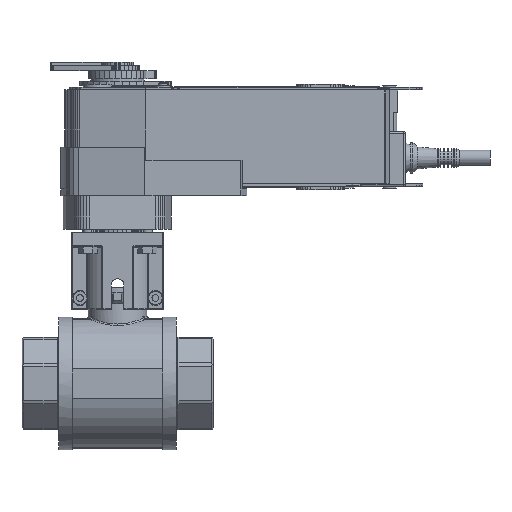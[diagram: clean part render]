
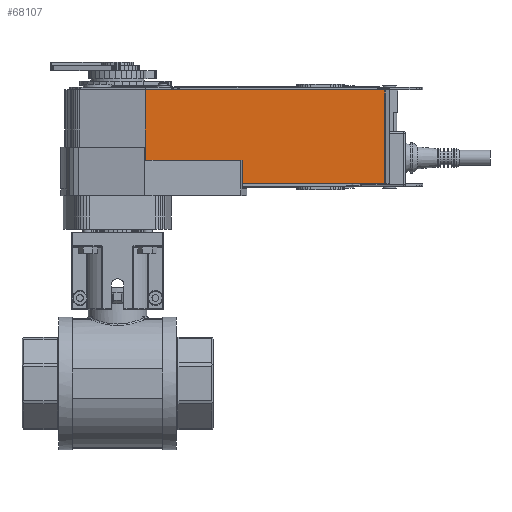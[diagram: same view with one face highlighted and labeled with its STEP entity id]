
A CAD part, left-side view. The second image highlights one B-rep face of the part: STEP entity #68107.
In plain terms, the highlighted face is planar.
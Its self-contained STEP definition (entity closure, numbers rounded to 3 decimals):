
#2399=PLANE('',#71189);
#3576=LINE('',#88051,#10136);
#5251=LINE('',#91492,#11811);
#5256=LINE('',#91501,#11816);
#5257=LINE('',#91503,#11817);
#5358=LINE('',#91705,#11918);
#8292=LINE('',#97686,#14852);
#8525=LINE('',#98154,#15085);
#10136=VECTOR('',#73962,1000.);
#11811=VECTOR('',#76841,1000.);
#11816=VECTOR('',#76850,1000.);
#11817=VECTOR('',#76853,1000.);
#11918=VECTOR('',#77056,1000.);
#14852=VECTOR('',#82224,1000.);
#15085=VECTOR('',#82831,1000.);
#28453=ORIENTED_EDGE('',*,*,#33109,.T.);
#28454=ORIENTED_EDGE('',*,*,#31414,.T.);
#28455=ORIENTED_EDGE('',*,*,#36425,.F.);
#28456=ORIENTED_EDGE('',*,*,#36192,.T.);
#28457=ORIENTED_EDGE('',*,*,#33216,.T.);
#28458=ORIENTED_EDGE('',*,*,#33115,.T.);
#28459=ORIENTED_EDGE('',*,*,#33114,.T.);
#31414=EDGE_CURVE('',#38267,#38266,#3576,.T.);
#33109=EDGE_CURVE('',#39383,#38267,#5251,.T.);
#33114=EDGE_CURVE('',#39384,#39383,#5256,.T.);
#33115=EDGE_CURVE('',#39385,#39384,#5257,.T.);
#33216=EDGE_CURVE('',#39435,#39385,#5358,.T.);
#36192=EDGE_CURVE('',#41365,#39435,#8292,.T.);
#36425=EDGE_CURVE('',#41365,#38266,#8525,.T.);
#38266=VERTEX_POINT('',#88050);
#38267=VERTEX_POINT('',#88052);
#39383=VERTEX_POINT('',#91493);
#39384=VERTEX_POINT('',#91500);
#39385=VERTEX_POINT('',#91504);
#39435=VERTEX_POINT('',#91706);
#41365=VERTEX_POINT('',#97687);
#44869=EDGE_LOOP('',(#28453,#28454,#28455,#28456,#28457,#28458,#28459));
#47708=FACE_BOUND('',#44869,.T.);
#68107=ADVANCED_FACE('',(#47708),#2399,.T.);
#71189=AXIS2_PLACEMENT_3D('',#98153,#82829,#82830);
#73962=DIRECTION('',(1.,0.,0.));
#76841=DIRECTION('',(0.,0.,-1.));
#76850=DIRECTION('',(1.,0.,0.));
#76853=DIRECTION('',(0.,0.,-1.));
#77056=DIRECTION('',(0.,0.,-1.));
#82224=DIRECTION('',(-1.,0.,0.));
#82829=DIRECTION('',(0.,-1.,0.));
#82830=DIRECTION('',(0.,0.,-1.));
#82831=DIRECTION('',(0.,0.,-1.));
#88050=CARTESIAN_POINT('',(159.18,-49.,38.5));
#88051=CARTESIAN_POINT('',(159.18,-49.,38.5));
#88052=CARTESIAN_POINT('',(74.41,-49.,38.5));
#91492=CARTESIAN_POINT('',(74.41,-49.,59.5));
#91493=CARTESIAN_POINT('',(74.41,-49.,52.5));
#91500=CARTESIAN_POINT('',(16.5,-49.,52.5));
#91501=CARTESIAN_POINT('',(30.855,-49.,52.5));
#91503=CARTESIAN_POINT('',(16.5,-49.,66.5));
#91504=CARTESIAN_POINT('',(16.5,-49.,60.5));
#91705=CARTESIAN_POINT('',(16.5,-49.,66.5));
#91706=CARTESIAN_POINT('',(16.5,-49.,94.5));
#97686=CARTESIAN_POINT('',(159.18,-49.,94.5));
#97687=CARTESIAN_POINT('',(159.18,-49.,94.5));
#98153=CARTESIAN_POINT('',(16.5,-49.,66.5));
#98154=CARTESIAN_POINT('',(159.18,-49.,66.5));
